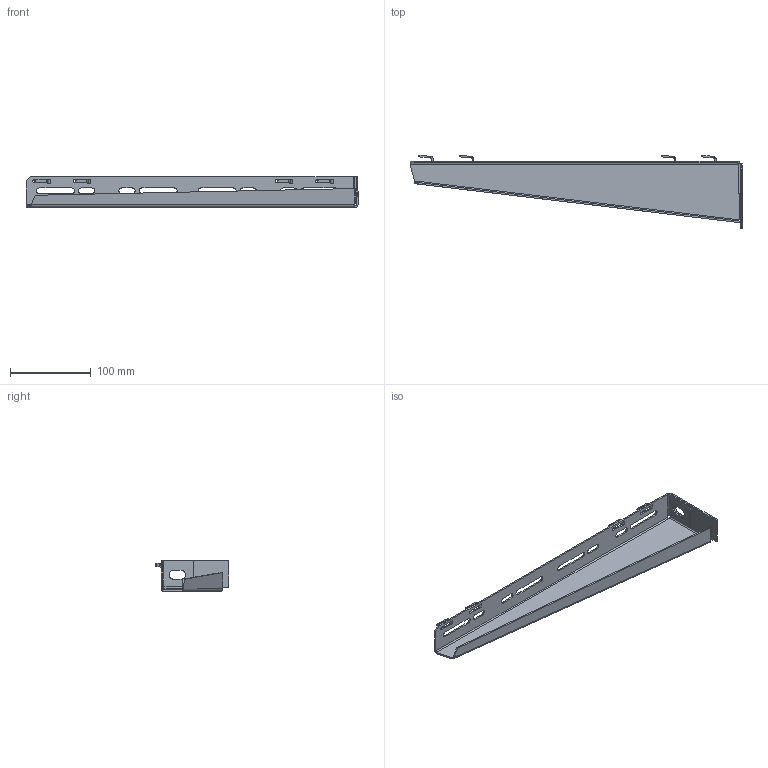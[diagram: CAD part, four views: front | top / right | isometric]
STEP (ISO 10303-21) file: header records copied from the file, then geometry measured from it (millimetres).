
FILE_DESCRIPTION (( 'STEP AP214' ), '1' );
FILE_NAME ('6424624.stp', '2016-08-23T08:31:26', ( '' ), ( '' ), 'SwSTEP 2.0', 'SolidWorks 2014', '' );
FILE_SCHEMA (( 'AUTOMOTIVE_DESIGN' ));
Length unit declared in the file: millimetre
Products named in the file (1): 6424624
Bounding box: 410.8 x 90.65 x 38.05 mm (x, y, z)
Volume: 82929.8 mm3; surface area: 91676.5 mm2
Topology: 1 solids, 1 shells, 213 faces, 529 edges, 318 vertices
Faces by surface type: plane 130, cylinder 63, bspline 20
Entity records: 6739 total; most frequent: CARTESIAN_POINT 1789, ORIENTED_EDGE 1058, DIRECTION 923, EDGE_CURVE 529, VECTOR 363, LINE 363, VERTEX_POINT 318, AXIS2_PLACEMENT_3D 280
